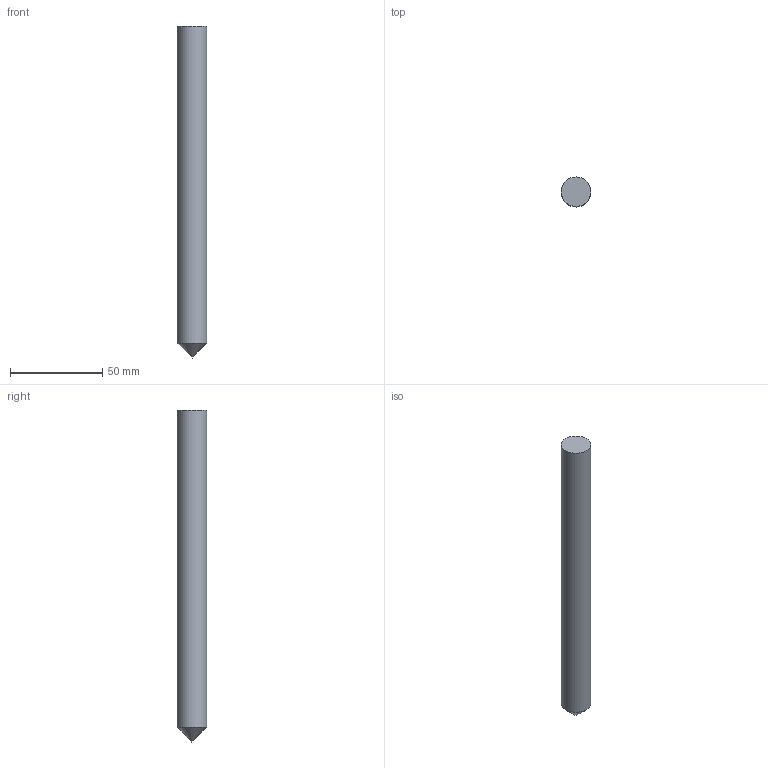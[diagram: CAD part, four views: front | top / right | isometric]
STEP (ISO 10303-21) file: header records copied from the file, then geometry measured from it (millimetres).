
FILE_DESCRIPTION((''),'1');
FILE_NAME('ST16-CBY09016.stp','2015-09-17T00:40:13',(''),(''),'Spatial Interop R21 SP3','Kubotek KeyCreator 2011 V10.0.2 (22737)',' ');
FILE_SCHEMA(('automotive_design'));
Length unit declared in the file: millimetre
Products named in the file (1): Unnamed[1]
Bounding box: 16 x 16 x 180 mm (x, y, z)
Volume: 35118.8 mm3; surface area: 9131.1 mm2
Topology: 1 solids, 1 shells, 3 faces, 5 edges, 3 vertices
Faces by surface type: cone 1, cylinder 1, plane 1
Full cylindrical faces by diameter (mm): 16 x1
Entity records: 132 total; most frequent: DIRECTION 12, PRESENTATION_STYLE_ASSIGNMENT 10, COLOUR_RGB 10, CARTESIAN_POINT 9, STYLED_ITEM 6, AXIS2_PLACEMENT_3D 6, CURVE_STYLE 6, DRAUGHTING_PRE_DEFINED_CURVE_FONT 6
